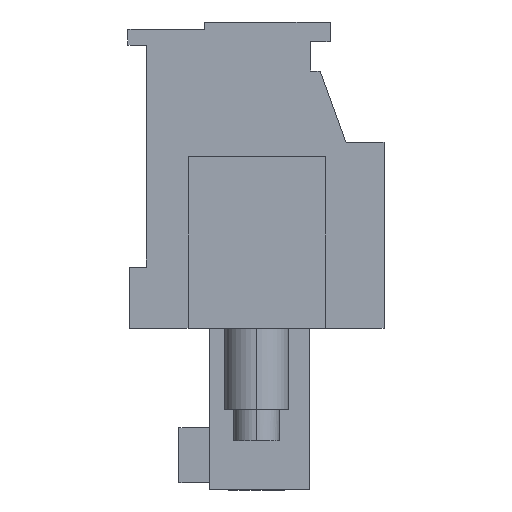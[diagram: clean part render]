
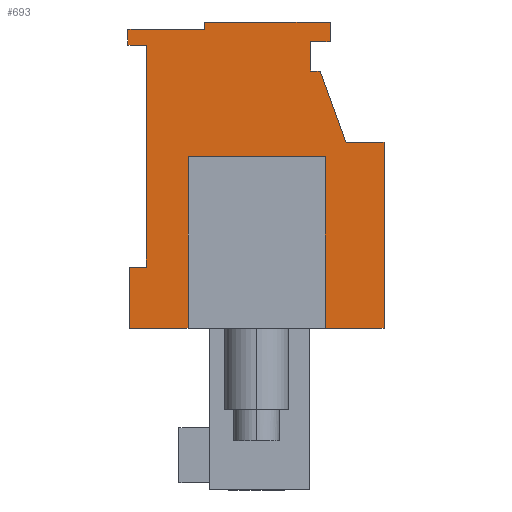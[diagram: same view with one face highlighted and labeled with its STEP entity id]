
A CAD part, left-side view. The second image highlights one B-rep face of the part: STEP entity #693.
In plain terms, the highlighted planar face has unit normal (-1, 0, 0).
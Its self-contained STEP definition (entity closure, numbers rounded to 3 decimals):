
#545=AXIS2_PLACEMENT_3D('Plane Axis2P3D',#542,#543,#544) ;
#42=CARTESIAN_POINT('Vertex',(4.8,3.,18.3)) ;
#45=CARTESIAN_POINT('Line Origine',(4.8,3.,17.7)) ;
#49=CARTESIAN_POINT('Vertex',(4.8,3.,17.1)) ;
#76=CARTESIAN_POINT('Line Origine',(4.8,2.6,18.3)) ;
#80=CARTESIAN_POINT('Vertex',(4.8,2.2,18.3)) ;
#542=CARTESIAN_POINT('Axis2P3D Location',(4.8,5.2,6.6)) ;
#547=CARTESIAN_POINT('Line Origine',(4.8,1.2,6.6)) ;
#551=CARTESIAN_POINT('Vertex',(4.8,0.,6.6)) ;
#553=CARTESIAN_POINT('Vertex',(4.8,2.4,6.6)) ;
#556=CARTESIAN_POINT('Line Origine',(4.8,0.,10.4)) ;
#560=CARTESIAN_POINT('Vertex',(4.8,0.,14.2)) ;
#563=CARTESIAN_POINT('Line Origine',(4.8,0.775,14.2)) ;
#567=CARTESIAN_POINT('Vertex',(4.8,1.55,14.2)) ;
#570=CARTESIAN_POINT('Line Origine',(4.8,2.078,15.65)) ;
#574=CARTESIAN_POINT('Vertex',(4.8,2.606,17.1)) ;
#577=CARTESIAN_POINT('Line Origine',(4.8,2.803,17.1)) ;
#582=CARTESIAN_POINT('Line Origine',(4.8,2.2,18.7)) ;
#586=CARTESIAN_POINT('Vertex',(4.8,2.2,19.1)) ;
#589=CARTESIAN_POINT('Line Origine',(4.8,4.76,19.1)) ;
#593=CARTESIAN_POINT('Vertex',(4.8,7.32,19.1)) ;
#596=CARTESIAN_POINT('Line Origine',(4.8,7.32,18.95)) ;
#600=CARTESIAN_POINT('Vertex',(4.8,7.32,18.8)) ;
#603=CARTESIAN_POINT('Line Origine',(4.8,8.885,18.8)) ;
#607=CARTESIAN_POINT('Vertex',(4.8,10.45,18.8)) ;
#610=CARTESIAN_POINT('Line Origine',(4.8,10.45,18.475)) ;
#614=CARTESIAN_POINT('Vertex',(4.8,10.45,18.15)) ;
#617=CARTESIAN_POINT('Line Origine',(4.8,10.075,18.15)) ;
#621=CARTESIAN_POINT('Vertex',(4.8,9.7,18.15)) ;
#624=CARTESIAN_POINT('Line Origine',(4.8,9.7,13.625)) ;
#628=CARTESIAN_POINT('Vertex',(4.8,9.7,9.1)) ;
#631=CARTESIAN_POINT('Line Origine',(4.8,10.05,9.1)) ;
#635=CARTESIAN_POINT('Vertex',(4.8,10.4,9.1)) ;
#638=CARTESIAN_POINT('Line Origine',(4.8,10.4,7.85)) ;
#642=CARTESIAN_POINT('Vertex',(4.8,10.4,6.6)) ;
#645=CARTESIAN_POINT('Line Origine',(4.8,9.2,6.6)) ;
#649=CARTESIAN_POINT('Vertex',(4.8,8.,6.6)) ;
#652=CARTESIAN_POINT('Line Origine',(4.8,8.,10.1)) ;
#656=CARTESIAN_POINT('Vertex',(4.8,8.,13.6)) ;
#659=CARTESIAN_POINT('Line Origine',(4.8,5.2,13.6)) ;
#663=CARTESIAN_POINT('Vertex',(4.8,2.4,13.6)) ;
#666=CARTESIAN_POINT('Line Origine',(4.8,2.4,10.1)) ;
#46=DIRECTION('Vector Direction',(0.,0.,1.)) ;
#77=DIRECTION('Vector Direction',(0.,1.,0.)) ;
#543=DIRECTION('Axis2P3D Direction',(-1.,0.,0.)) ;
#544=DIRECTION('Axis2P3D XDirection',(0.,-1.,0.)) ;
#548=DIRECTION('Vector Direction',(0.,1.,0.)) ;
#557=DIRECTION('Vector Direction',(0.,0.,-1.)) ;
#564=DIRECTION('Vector Direction',(0.,1.,0.)) ;
#571=DIRECTION('Vector Direction',(0.,0.342,0.94)) ;
#578=DIRECTION('Vector Direction',(0.,1.,0.)) ;
#583=DIRECTION('Vector Direction',(0.,0.,1.)) ;
#590=DIRECTION('Vector Direction',(0.,1.,0.)) ;
#597=DIRECTION('Vector Direction',(0.,0.,1.)) ;
#604=DIRECTION('Vector Direction',(0.,1.,0.)) ;
#611=DIRECTION('Vector Direction',(0.,0.,-1.)) ;
#618=DIRECTION('Vector Direction',(0.,-1.,0.)) ;
#625=DIRECTION('Vector Direction',(0.,0.,-1.)) ;
#632=DIRECTION('Vector Direction',(0.,-1.,0.)) ;
#639=DIRECTION('Vector Direction',(0.,0.,1.)) ;
#646=DIRECTION('Vector Direction',(0.,1.,0.)) ;
#653=DIRECTION('Vector Direction',(0.,0.,-1.)) ;
#660=DIRECTION('Vector Direction',(0.,-1.,0.)) ;
#667=DIRECTION('Vector Direction',(0.,0.,-1.)) ;
#47=VECTOR('Line Direction',#46,1.) ;
#78=VECTOR('Line Direction',#77,1.) ;
#549=VECTOR('Line Direction',#548,1.) ;
#558=VECTOR('Line Direction',#557,1.) ;
#565=VECTOR('Line Direction',#564,1.) ;
#572=VECTOR('Line Direction',#571,1.) ;
#579=VECTOR('Line Direction',#578,1.) ;
#584=VECTOR('Line Direction',#583,1.) ;
#591=VECTOR('Line Direction',#590,1.) ;
#598=VECTOR('Line Direction',#597,1.) ;
#605=VECTOR('Line Direction',#604,1.) ;
#612=VECTOR('Line Direction',#611,1.) ;
#619=VECTOR('Line Direction',#618,1.) ;
#626=VECTOR('Line Direction',#625,1.) ;
#633=VECTOR('Line Direction',#632,1.) ;
#640=VECTOR('Line Direction',#639,1.) ;
#647=VECTOR('Line Direction',#646,1.) ;
#654=VECTOR('Line Direction',#653,1.) ;
#661=VECTOR('Line Direction',#660,1.) ;
#668=VECTOR('Line Direction',#667,1.) ;
#672=ORIENTED_EDGE('',*,*,#555,.F.) ;
#673=ORIENTED_EDGE('',*,*,#562,.F.) ;
#674=ORIENTED_EDGE('',*,*,#569,.T.) ;
#675=ORIENTED_EDGE('',*,*,#576,.T.) ;
#676=ORIENTED_EDGE('',*,*,#581,.T.) ;
#677=ORIENTED_EDGE('',*,*,#51,.T.) ;
#678=ORIENTED_EDGE('',*,*,#82,.F.) ;
#679=ORIENTED_EDGE('',*,*,#588,.T.) ;
#680=ORIENTED_EDGE('',*,*,#595,.T.) ;
#681=ORIENTED_EDGE('',*,*,#602,.F.) ;
#682=ORIENTED_EDGE('',*,*,#609,.T.) ;
#683=ORIENTED_EDGE('',*,*,#616,.T.) ;
#684=ORIENTED_EDGE('',*,*,#623,.T.) ;
#685=ORIENTED_EDGE('',*,*,#630,.T.) ;
#686=ORIENTED_EDGE('',*,*,#637,.F.) ;
#687=ORIENTED_EDGE('',*,*,#644,.F.) ;
#688=ORIENTED_EDGE('',*,*,#651,.F.) ;
#689=ORIENTED_EDGE('',*,*,#658,.F.) ;
#690=ORIENTED_EDGE('',*,*,#665,.T.) ;
#691=ORIENTED_EDGE('',*,*,#670,.T.) ;
#693=ADVANCED_FACE('HOUSING',(#692),#546,.T.) ;
#51=EDGE_CURVE('',#50,#43,#48,.T.) ;
#82=EDGE_CURVE('',#81,#43,#79,.T.) ;
#555=EDGE_CURVE('',#552,#554,#550,.T.) ;
#562=EDGE_CURVE('',#561,#552,#559,.T.) ;
#569=EDGE_CURVE('',#561,#568,#566,.T.) ;
#576=EDGE_CURVE('',#568,#575,#573,.T.) ;
#581=EDGE_CURVE('',#575,#50,#580,.T.) ;
#588=EDGE_CURVE('',#81,#587,#585,.T.) ;
#595=EDGE_CURVE('',#587,#594,#592,.T.) ;
#602=EDGE_CURVE('',#601,#594,#599,.T.) ;
#609=EDGE_CURVE('',#601,#608,#606,.T.) ;
#616=EDGE_CURVE('',#608,#615,#613,.T.) ;
#623=EDGE_CURVE('',#615,#622,#620,.T.) ;
#630=EDGE_CURVE('',#622,#629,#627,.T.) ;
#637=EDGE_CURVE('',#636,#629,#634,.T.) ;
#644=EDGE_CURVE('',#643,#636,#641,.T.) ;
#651=EDGE_CURVE('',#650,#643,#648,.T.) ;
#658=EDGE_CURVE('',#657,#650,#655,.T.) ;
#665=EDGE_CURVE('',#657,#664,#662,.T.) ;
#670=EDGE_CURVE('',#664,#554,#669,.T.) ;
#671=EDGE_LOOP('',(#672,#673,#674,#675,#676,#677,#678,#679,#680,#681,#682,#683,#684,#685,#686,#687,#688,#689,#690,#691)) ;
#692=FACE_OUTER_BOUND('',#671,.T.) ;
#48=LINE('Line',#45,#47) ;
#79=LINE('Line',#76,#78) ;
#550=LINE('Line',#547,#549) ;
#559=LINE('Line',#556,#558) ;
#566=LINE('Line',#563,#565) ;
#573=LINE('Line',#570,#572) ;
#580=LINE('Line',#577,#579) ;
#585=LINE('Line',#582,#584) ;
#592=LINE('Line',#589,#591) ;
#599=LINE('Line',#596,#598) ;
#606=LINE('Line',#603,#605) ;
#613=LINE('Line',#610,#612) ;
#620=LINE('Line',#617,#619) ;
#627=LINE('Line',#624,#626) ;
#634=LINE('Line',#631,#633) ;
#641=LINE('Line',#638,#640) ;
#648=LINE('Line',#645,#647) ;
#655=LINE('Line',#652,#654) ;
#662=LINE('Line',#659,#661) ;
#669=LINE('Line',#666,#668) ;
#546=PLANE('',#545) ;
#43=VERTEX_POINT('',#42) ;
#50=VERTEX_POINT('',#49) ;
#81=VERTEX_POINT('',#80) ;
#552=VERTEX_POINT('',#551) ;
#554=VERTEX_POINT('',#553) ;
#561=VERTEX_POINT('',#560) ;
#568=VERTEX_POINT('',#567) ;
#575=VERTEX_POINT('',#574) ;
#587=VERTEX_POINT('',#586) ;
#594=VERTEX_POINT('',#593) ;
#601=VERTEX_POINT('',#600) ;
#608=VERTEX_POINT('',#607) ;
#615=VERTEX_POINT('',#614) ;
#622=VERTEX_POINT('',#621) ;
#629=VERTEX_POINT('',#628) ;
#636=VERTEX_POINT('',#635) ;
#643=VERTEX_POINT('',#642) ;
#650=VERTEX_POINT('',#649) ;
#657=VERTEX_POINT('',#656) ;
#664=VERTEX_POINT('',#663) ;
